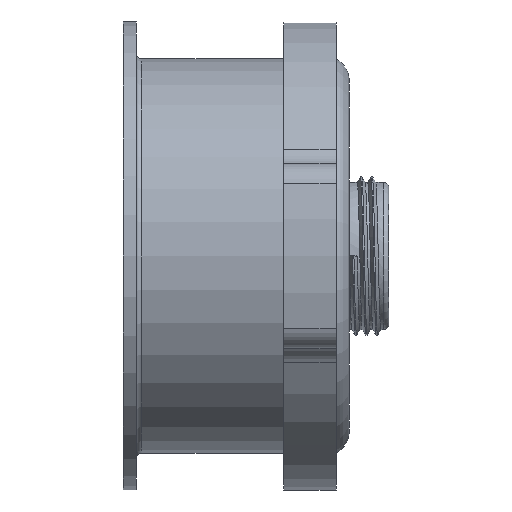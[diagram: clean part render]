
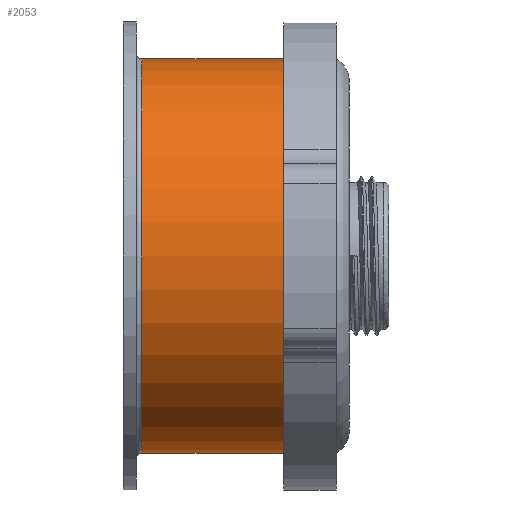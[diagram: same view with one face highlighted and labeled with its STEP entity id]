
A CAD part, left-side view. The second image highlights one B-rep face of the part: STEP entity #2053.
In plain terms, the highlighted cylindrical face has radius 75 mm (diameter 150 mm), a partial arc.
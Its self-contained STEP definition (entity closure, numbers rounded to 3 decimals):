
#143 = LINE ( 'NONE', #2685, #169 ) ;
#169 = VECTOR ( 'NONE', #1550, 1000. ) ;
#572 = EDGE_CURVE ( 'NONE', #4101, #3343, #755, .T. ) ;
#755 = CIRCLE ( 'NONE', #1614, 75. ) ;
#859 = ORIENTED_EDGE ( 'NONE', *, *, #5487, .T. ) ;
#988 = LINE ( 'NONE', #3527, #2793 ) ;
#1309 = CARTESIAN_POINT ( 'NONE',  ( 0., 79., -75. ) ) ;
#1522 = FACE_OUTER_BOUND ( 'NONE', #4262, .T. ) ;
#1550 = DIRECTION ( 'NONE',  ( 0., -1., 0. ) ) ;
#1614 = AXIS2_PLACEMENT_3D ( 'NONE', #5722, #6230, #6196 ) ;
#1920 = EDGE_CURVE ( 'NONE', #2797, #4101, #988, .T. ) ;
#2053 = ADVANCED_FACE ( 'NONE', ( #1522 ), #5638, .T. ) ;
#2124 = DIRECTION ( 'NONE',  ( 0., -1., 0. ) ) ;
#2685 = CARTESIAN_POINT ( 'NONE',  ( 0., 6., -75. ) ) ;
#2793 = VECTOR ( 'NONE', #5032, 1000. ) ;
#2797 = VERTEX_POINT ( 'NONE', #4468 ) ;
#3343 = VERTEX_POINT ( 'NONE', #3623 ) ;
#3527 = CARTESIAN_POINT ( 'NONE',  ( 0., 6., 75. ) ) ;
#3623 = CARTESIAN_POINT ( 'NONE',  ( 0., 25., -75. ) ) ;
#3624 = DIRECTION ( 'NONE',  ( 0., 0., -1. ) ) ;
#3904 = EDGE_CURVE ( 'NONE', #2797, #6344, #5967, .T. ) ;
#4072 = ORIENTED_EDGE ( 'NONE', *, *, #3904, .T. ) ;
#4101 = VERTEX_POINT ( 'NONE', #4791 ) ;
#4262 = EDGE_LOOP ( 'NONE', ( #4272, #4072, #859, #6047 ) ) ;
#4272 = ORIENTED_EDGE ( 'NONE', *, *, #1920, .F. ) ;
#4468 = CARTESIAN_POINT ( 'NONE',  ( 0., 79., 75. ) ) ;
#4791 = CARTESIAN_POINT ( 'NONE',  ( 0., 25., 75. ) ) ;
#5032 = DIRECTION ( 'NONE',  ( 0., -1., 0. ) ) ;
#5215 = AXIS2_PLACEMENT_3D ( 'NONE', #6142, #2124, #5701 ) ;
#5471 = AXIS2_PLACEMENT_3D ( 'NONE', #6076, #6171, #3624 ) ;
#5487 = EDGE_CURVE ( 'NONE', #6344, #3343, #143, .T. ) ;
#5638 = CYLINDRICAL_SURFACE ( 'NONE', #5471, 75. ) ;
#5701 = DIRECTION ( 'NONE',  ( 0., 0., 1. ) ) ;
#5722 = CARTESIAN_POINT ( 'NONE',  ( 0., 25., 0. ) ) ;
#5967 = CIRCLE ( 'NONE', #5215, 75. ) ;
#6047 = ORIENTED_EDGE ( 'NONE', *, *, #572, .F. ) ;
#6076 = CARTESIAN_POINT ( 'NONE',  ( 0., 6., 0. ) ) ;
#6142 = CARTESIAN_POINT ( 'NONE',  ( 0., 79., 0. ) ) ;
#6171 = DIRECTION ( 'NONE',  ( 0., -1., 0. ) ) ;
#6196 = DIRECTION ( 'NONE',  ( 0., 0., -1. ) ) ;
#6230 = DIRECTION ( 'NONE',  ( 0., -1., 0. ) ) ;
#6344 = VERTEX_POINT ( 'NONE', #1309 ) ;
